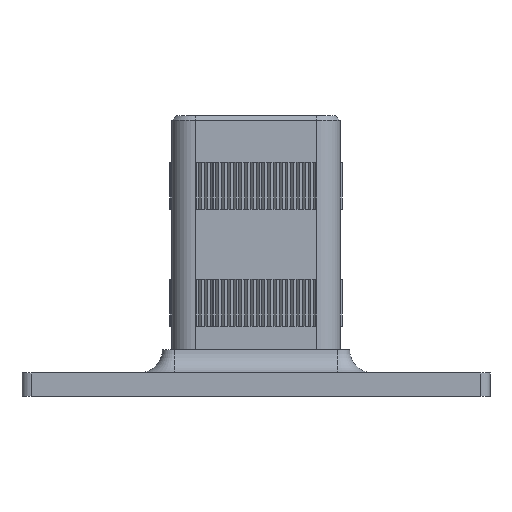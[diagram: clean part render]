
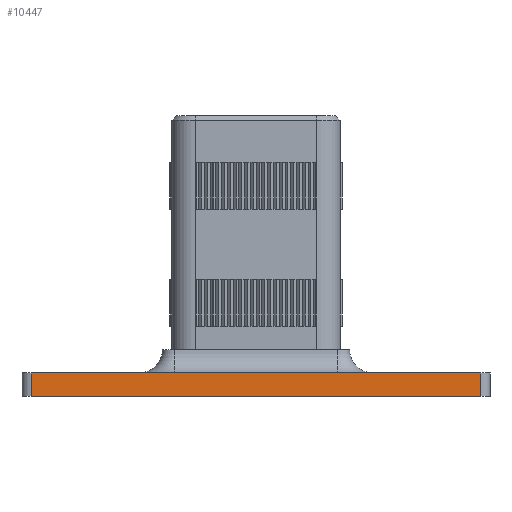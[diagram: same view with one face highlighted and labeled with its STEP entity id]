
A CAD part, front view. The second image highlights one B-rep face of the part: STEP entity #10447.
In plain terms, the highlighted planar face has unit normal (0, -1, 0).
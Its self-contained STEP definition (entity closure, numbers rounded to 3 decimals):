
#1344 = FACE_OUTER_BOUND ( 'NONE', #23920, .T. ) ;
#1537 = DIRECTION ( 'NONE',  ( 0., -1., 0. ) ) ;
#2490 = VECTOR ( 'NONE', #22920, 1000. ) ;
#3748 = LINE ( 'NONE', #16250, #11893 ) ;
#4004 = LINE ( 'NONE', #19072, #8980 ) ;
#8980 = VECTOR ( 'NONE', #25139, 1000. ) ;
#10081 = CARTESIAN_POINT ( 'NONE',  ( -48., -50., 0. ) ) ;
#10447 = ADVANCED_FACE ( 'NONE', ( #1344 ), #10531, .T. ) ;
#10531 = PLANE ( 'NONE',  #29224 ) ;
#11511 = VERTEX_POINT ( 'NONE', #31641 ) ;
#11893 = VECTOR ( 'NONE', #24876, 1000. ) ;
#12530 = VECTOR ( 'NONE', #24912, 1000. ) ;
#13081 = CARTESIAN_POINT ( 'NONE',  ( -48., -50., 5. ) ) ;
#13672 = CARTESIAN_POINT ( 'NONE',  ( 48., -50., 5. ) ) ;
#13681 = VERTEX_POINT ( 'NONE', #13672 ) ;
#14933 = ORIENTED_EDGE ( 'NONE', *, *, #26016, .F. ) ;
#15679 = ORIENTED_EDGE ( 'NONE', *, *, #37141, .T. ) ;
#16250 = CARTESIAN_POINT ( 'NONE',  ( 0., -50., 0. ) ) ;
#19072 = CARTESIAN_POINT ( 'NONE',  ( 48., -50., -5. ) ) ;
#19996 = LINE ( 'NONE', #34870, #2490 ) ;
#21403 = LINE ( 'NONE', #27838, #12530 ) ;
#22920 = DIRECTION ( 'NONE',  ( 1., 0., 0. ) ) ;
#23920 = EDGE_LOOP ( 'NONE', ( #15679, #29209, #14933, #25667 ) ) ;
#24876 = DIRECTION ( 'NONE',  ( -1., 0., 0. ) ) ;
#24912 = DIRECTION ( 'NONE',  ( 0., 0., 1. ) ) ;
#25101 = EDGE_CURVE ( 'NONE', #37802, #13681, #19996, .T. ) ;
#25139 = DIRECTION ( 'NONE',  ( 0., 0., 1. ) ) ;
#25667 = ORIENTED_EDGE ( 'NONE', *, *, #26204, .F. ) ;
#25785 = CARTESIAN_POINT ( 'NONE',  ( 48., -50., -5. ) ) ;
#26016 = EDGE_CURVE ( 'NONE', #36325, #37802, #21403, .T. ) ;
#26204 = EDGE_CURVE ( 'NONE', #11511, #36325, #3748, .T. ) ;
#27838 = CARTESIAN_POINT ( 'NONE',  ( -48., -50., -5. ) ) ;
#29209 = ORIENTED_EDGE ( 'NONE', *, *, #25101, .F. ) ;
#29224 = AXIS2_PLACEMENT_3D ( 'NONE', #25785, #1537, #30895 ) ;
#30895 = DIRECTION ( 'NONE',  ( 1., 0., 0. ) ) ;
#31641 = CARTESIAN_POINT ( 'NONE',  ( 48., -50., 0. ) ) ;
#34870 = CARTESIAN_POINT ( 'NONE',  ( 48., -50., 5. ) ) ;
#36325 = VERTEX_POINT ( 'NONE', #10081 ) ;
#37141 = EDGE_CURVE ( 'NONE', #11511, #13681, #4004, .T. ) ;
#37802 = VERTEX_POINT ( 'NONE', #13081 ) ;
